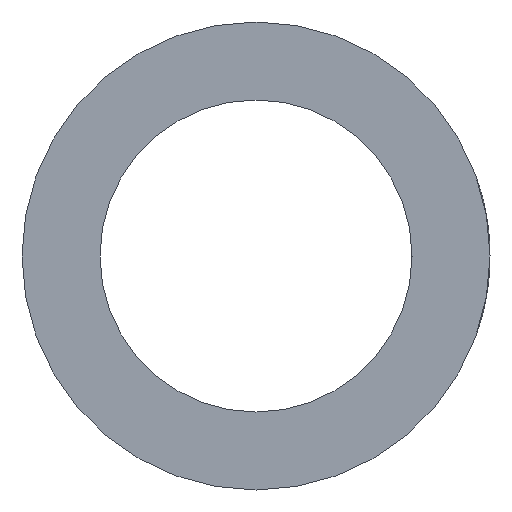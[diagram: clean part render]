
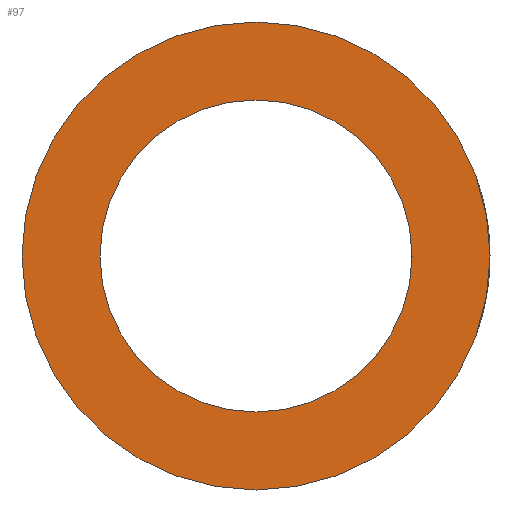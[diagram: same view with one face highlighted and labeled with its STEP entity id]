
A CAD part, front view. The second image highlights one B-rep face of the part: STEP entity #97.
In plain terms, the highlighted planar face has unit normal (0, -1, 0).
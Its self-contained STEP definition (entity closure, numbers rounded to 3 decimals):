
#16=PLANE('',#120);
#20=FACE_BOUND('',#38,.T.);
#22=CIRCLE('',#115,1.);
#24=CIRCLE('',#118,1.5);
#29=FACE_OUTER_BOUND('',#37,.T.);
#37=EDGE_LOOP('',(#88));
#38=EDGE_LOOP('',(#89));
#54=VERTEX_POINT('',#226);
#56=VERTEX_POINT('',#232);
#64=EDGE_CURVE('',#54,#54,#22,.T.);
#67=EDGE_CURVE('',#56,#56,#24,.T.);
#88=ORIENTED_EDGE('',*,*,#67,.F.);
#89=ORIENTED_EDGE('',*,*,#64,.F.);
#97=ADVANCED_FACE('',(#29,#20),#16,.F.);
#115=AXIS2_PLACEMENT_3D('',#228,#131,#132);
#118=AXIS2_PLACEMENT_3D('',#234,#138,#139);
#120=AXIS2_PLACEMENT_3D('',#236,#142,#143);
#131=DIRECTION('center_axis',(0.,-1.,0.));
#132=DIRECTION('ref_axis',(1.,0.,0.));
#138=DIRECTION('center_axis',(0.,1.,0.));
#139=DIRECTION('ref_axis',(1.,0.,0.));
#142=DIRECTION('center_axis',(0.,1.,0.));
#143=DIRECTION('ref_axis',(1.,0.,0.));
#226=CARTESIAN_POINT('',(-1.,0.,0.));
#228=CARTESIAN_POINT('Origin',(0.,0.,0.));
#232=CARTESIAN_POINT('',(-1.5,0.,0.));
#234=CARTESIAN_POINT('Origin',(0.,0.,0.));
#236=CARTESIAN_POINT('Origin',(0.,0.,0.));
